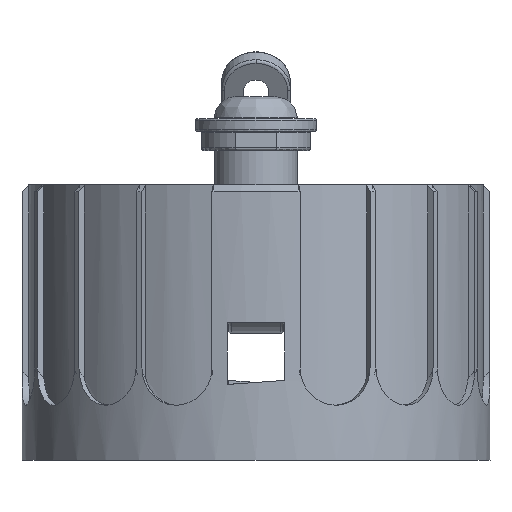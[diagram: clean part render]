
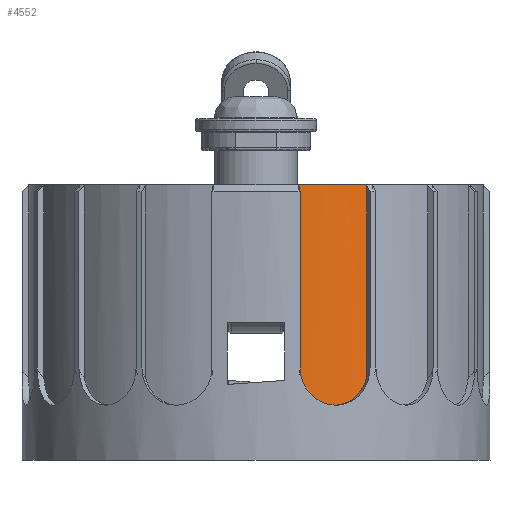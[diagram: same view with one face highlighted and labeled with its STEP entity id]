
A CAD part, left-side view. The second image highlights one B-rep face of the part: STEP entity #4552.
In plain terms, the highlighted cylindrical face has radius 16.5 mm (diameter 33 mm), a partial arc.
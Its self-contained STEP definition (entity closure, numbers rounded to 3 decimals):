
#3702=FACE_OUTER_BOUND('',#5266,.T.);
#4131=CYLINDRICAL_SURFACE('',#11245,16.5);
#4289=B_SPLINE_CURVE_WITH_KNOTS('',3,(#14970,#14971,#14972,#14973,#14974,
#14975,#14976,#14977,#14978,#14979,#14980,#14981,#14982,#14983,#14984,#14985,
#14986,#14987,#14988,#14989,#14990,#14991,#14992,#14993,#14994,#14995,#14996,
#14997,#14998,#14999,#15000,#15001,#15002,#15003,#15004,#15005),
 .UNSPECIFIED.,.F.,.F.,(4,2,2,2,2,2,2,2,2,2,2,2,2,2,2,2,2,4),(0.,0.063,
0.094,0.125,0.188,0.219,
0.25,0.313,0.375,0.5,
0.563,0.625,0.688,0.719,
0.75,0.813,0.875,1.),.UNSPECIFIED.);
#4552=ADVANCED_FACE('',(#3702),#4131,.T.);
#5266=EDGE_LOOP('',(#6376,#6377,#6378,#6379));
#5767=CIRCLE('',#11244,16.5);
#6376=ORIENTED_EDGE('',*,*,#9308,.F.);
#6377=ORIENTED_EDGE('',*,*,#9309,.F.);
#6378=ORIENTED_EDGE('',*,*,#9310,.T.);
#6379=ORIENTED_EDGE('',*,*,#9311,.F.);
#8574=VERTEX_POINT('',#14964);
#8575=VERTEX_POINT('',#14965);
#8576=VERTEX_POINT('',#14967);
#8577=VERTEX_POINT('',#14969);
#9308=EDGE_CURVE('',#8574,#8575,#10392,.T.);
#9309=EDGE_CURVE('',#8576,#8574,#5767,.T.);
#9310=EDGE_CURVE('',#8576,#8577,#10393,.T.);
#9311=EDGE_CURVE('',#8575,#8577,#4289,.T.);
#10392=LINE('',#14963,#10808);
#10393=LINE('',#14968,#10809);
#10808=VECTOR('',#12238,1.);
#10809=VECTOR('',#12241,1.);
#11244=AXIS2_PLACEMENT_3D('',#14966,#12239,#12240);
#11245=AXIS2_PLACEMENT_3D('',#15006,#12242,#12243);
#12238=DIRECTION('',(0.,0.,-1.));
#12239=DIRECTION('',(0.,0.,1.));
#12240=DIRECTION('',(-0.982,-0.189,0.));
#12241=DIRECTION('',(0.,0.,-1.));
#12242=DIRECTION('',(0.,0.,1.));
#12243=DIRECTION('',(-0.982,-0.189,0.));
#14963=CARTESIAN_POINT('',(-14.413,-8.033,20.));
#14964=CARTESIAN_POINT('',(-14.413,-8.033,20.));
#14965=CARTESIAN_POINT('',(-14.413,-8.033,6.026));
#14966=CARTESIAN_POINT('',(0.,0.,20.));
#14967=CARTESIAN_POINT('',(-16.204,-3.111,20.));
#14968=CARTESIAN_POINT('',(-16.204,-3.111,20.));
#14969=CARTESIAN_POINT('',(-16.204,-3.111,6.026));
#14970=CARTESIAN_POINT('',(-14.413,-8.033,6.026));
#14971=CARTESIAN_POINT('',(-14.429,-8.003,5.898));
#14972=CARTESIAN_POINT('',(-14.451,-7.964,5.763));
#14973=CARTESIAN_POINT('',(-14.496,-7.882,5.554));
#14974=CARTESIAN_POINT('',(-14.512,-7.852,5.483));
#14975=CARTESIAN_POINT('',(-14.55,-7.782,5.34));
#14976=CARTESIAN_POINT('',(-14.578,-7.729,5.242));
#14977=CARTESIAN_POINT('',(-14.623,-7.644,5.102));
#14978=CARTESIAN_POINT('',(-14.652,-7.589,5.01));
#14979=CARTESIAN_POINT('',(-14.757,-7.382,4.766));
#14980=CARTESIAN_POINT('',(-14.787,-7.32,4.703));
#14981=CARTESIAN_POINT('',(-14.837,-7.219,4.607));
#14982=CARTESIAN_POINT('',(-14.839,-7.215,4.603));
#14983=CARTESIAN_POINT('',(-14.927,-7.031,4.449));
#14984=CARTESIAN_POINT('',(-14.985,-6.908,4.365));
#14985=CARTESIAN_POINT('',(-15.093,-6.669,4.231));
#14986=CARTESIAN_POINT('',(-15.132,-6.579,4.19));
#14987=CARTESIAN_POINT('',(-15.302,-6.178,4.043));
#14988=CARTESIAN_POINT('',(-15.408,-5.911,4.));
#14989=CARTESIAN_POINT('',(-15.554,-5.51,4.));
#14990=CARTESIAN_POINT('',(-15.602,-5.372,4.011));
#14991=CARTESIAN_POINT('',(-15.695,-5.094,4.059));
#14992=CARTESIAN_POINT('',(-15.749,-4.923,4.106));
#14993=CARTESIAN_POINT('',(-15.817,-4.701,4.186));
#14994=CARTESIAN_POINT('',(-15.852,-4.58,4.237));
#14995=CARTESIAN_POINT('',(-15.906,-4.389,4.34));
#14996=CARTESIAN_POINT('',(-15.923,-4.324,4.379));
#14997=CARTESIAN_POINT('',(-15.959,-4.192,4.466));
#14998=CARTESIAN_POINT('',(-15.987,-4.084,4.546));
#14999=CARTESIAN_POINT('',(-16.007,-4.005,4.609));
#15000=CARTESIAN_POINT('',(-16.044,-3.856,4.736));
#15001=CARTESIAN_POINT('',(-16.099,-3.617,4.999));
#15002=CARTESIAN_POINT('',(-16.112,-3.558,5.077));
#15003=CARTESIAN_POINT('',(-16.171,-3.284,5.498));
#15004=CARTESIAN_POINT('',(-16.192,-3.175,5.778));
#15005=CARTESIAN_POINT('',(-16.204,-3.111,6.026));
#15006=CARTESIAN_POINT('',(0.,0.,4.));
